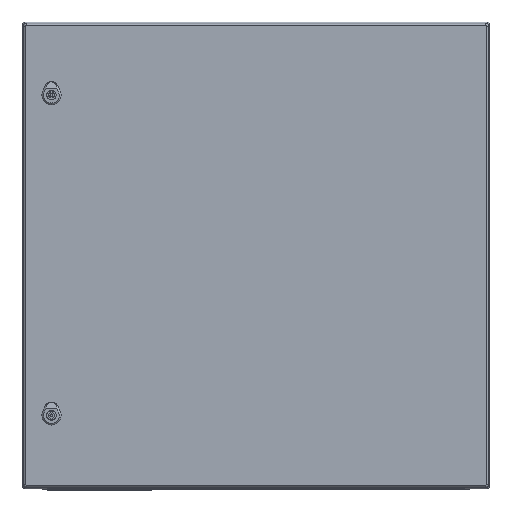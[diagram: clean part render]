
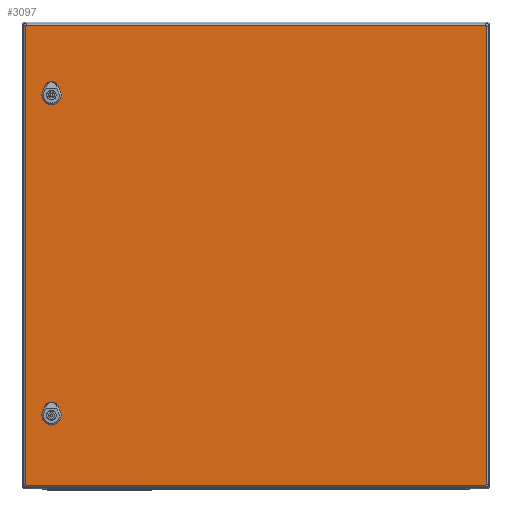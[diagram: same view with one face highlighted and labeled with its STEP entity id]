
A CAD part, top view. The second image highlights one B-rep face of the part: STEP entity #3097.
In plain terms, the highlighted face is planar.
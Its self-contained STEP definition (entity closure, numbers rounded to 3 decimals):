
#1721=FACE_BOUND('',#4848,.T.);
#1722=FACE_BOUND('',#4849,.T.);
#1723=FACE_BOUND('',#4850,.T.);
#2516=CIRCLE('',#13722,1.);
#2517=CIRCLE('',#13723,1.);
#2518=CIRCLE('',#13724,1.);
#2519=CIRCLE('',#13725,1.);
#2520=CIRCLE('',#13726,11.25);
#2521=CIRCLE('',#13727,11.25);
#2522=CIRCLE('',#13728,11.25);
#2523=CIRCLE('',#13729,11.25);
#2524=CIRCLE('',#13730,11.25);
#2525=CIRCLE('',#13731,11.25);
#2526=CIRCLE('',#13732,11.25);
#2527=CIRCLE('',#13733,11.25);
#3097=ADVANCED_FACE('',(#1721,#1722,#1723),#3501,.F.);
#3501=PLANE('',#13734);
#4848=EDGE_LOOP('',(#7132,#7133,#7134,#7135,#7136,#7137,#7138,#7139));
#4849=EDGE_LOOP('',(#7140,#7141,#7142,#7143,#7144,#7145,#7146,#7147));
#4850=EDGE_LOOP('',(#7148,#7149,#7150,#7151,#7152,#7153,#7154,#7155));
#7132=ORIENTED_EDGE('',*,*,#10506,.F.);
#7133=ORIENTED_EDGE('',*,*,#10507,.F.);
#7134=ORIENTED_EDGE('',*,*,#10508,.F.);
#7135=ORIENTED_EDGE('',*,*,#10509,.F.);
#7136=ORIENTED_EDGE('',*,*,#10510,.F.);
#7137=ORIENTED_EDGE('',*,*,#10511,.F.);
#7138=ORIENTED_EDGE('',*,*,#10512,.F.);
#7139=ORIENTED_EDGE('',*,*,#10513,.F.);
#7140=ORIENTED_EDGE('',*,*,#10514,.T.);
#7141=ORIENTED_EDGE('',*,*,#10515,.T.);
#7142=ORIENTED_EDGE('',*,*,#10516,.T.);
#7143=ORIENTED_EDGE('',*,*,#10517,.T.);
#7144=ORIENTED_EDGE('',*,*,#10518,.T.);
#7145=ORIENTED_EDGE('',*,*,#10519,.T.);
#7146=ORIENTED_EDGE('',*,*,#10520,.T.);
#7147=ORIENTED_EDGE('',*,*,#10521,.T.);
#7148=ORIENTED_EDGE('',*,*,#10522,.F.);
#7149=ORIENTED_EDGE('',*,*,#10523,.F.);
#7150=ORIENTED_EDGE('',*,*,#10524,.F.);
#7151=ORIENTED_EDGE('',*,*,#10525,.F.);
#7152=ORIENTED_EDGE('',*,*,#10526,.F.);
#7153=ORIENTED_EDGE('',*,*,#10527,.F.);
#7154=ORIENTED_EDGE('',*,*,#10528,.F.);
#7155=ORIENTED_EDGE('',*,*,#10529,.F.);
#9124=VERTEX_POINT('',#20286);
#9125=VERTEX_POINT('',#20287);
#9126=VERTEX_POINT('',#20289);
#9127=VERTEX_POINT('',#20291);
#9128=VERTEX_POINT('',#20293);
#9129=VERTEX_POINT('',#20295);
#9130=VERTEX_POINT('',#20297);
#9131=VERTEX_POINT('',#20299);
#9132=VERTEX_POINT('',#20302);
#9133=VERTEX_POINT('',#20303);
#9134=VERTEX_POINT('',#20305);
#9135=VERTEX_POINT('',#20307);
#9136=VERTEX_POINT('',#20309);
#9137=VERTEX_POINT('',#20311);
#9138=VERTEX_POINT('',#20313);
#9139=VERTEX_POINT('',#20315);
#9140=VERTEX_POINT('',#20318);
#9141=VERTEX_POINT('',#20319);
#9142=VERTEX_POINT('',#20321);
#9143=VERTEX_POINT('',#20323);
#9144=VERTEX_POINT('',#20325);
#9145=VERTEX_POINT('',#20327);
#9146=VERTEX_POINT('',#20329);
#9147=VERTEX_POINT('',#20331);
#10506=EDGE_CURVE('',#9124,#9125,#2516,.T.);
#10507=EDGE_CURVE('',#9126,#9124,#11614,.T.);
#10508=EDGE_CURVE('',#9127,#9126,#2517,.T.);
#10509=EDGE_CURVE('',#9128,#9127,#11615,.T.);
#10510=EDGE_CURVE('',#9129,#9128,#2518,.T.);
#10511=EDGE_CURVE('',#9130,#9129,#11616,.T.);
#10512=EDGE_CURVE('',#9131,#9130,#2519,.T.);
#10513=EDGE_CURVE('',#9125,#9131,#11617,.T.);
#10514=EDGE_CURVE('',#9132,#9133,#11618,.T.);
#10515=EDGE_CURVE('',#9133,#9134,#2520,.T.);
#10516=EDGE_CURVE('',#9134,#9135,#11619,.T.);
#10517=EDGE_CURVE('',#9135,#9136,#2521,.T.);
#10518=EDGE_CURVE('',#9136,#9137,#11620,.T.);
#10519=EDGE_CURVE('',#9137,#9138,#2522,.T.);
#10520=EDGE_CURVE('',#9138,#9139,#11621,.T.);
#10521=EDGE_CURVE('',#9139,#9132,#2523,.T.);
#10522=EDGE_CURVE('',#9140,#9141,#2524,.T.);
#10523=EDGE_CURVE('',#9142,#9140,#11622,.T.);
#10524=EDGE_CURVE('',#9143,#9142,#2525,.T.);
#10525=EDGE_CURVE('',#9144,#9143,#11623,.T.);
#10526=EDGE_CURVE('',#9145,#9144,#2526,.T.);
#10527=EDGE_CURVE('',#9146,#9145,#11624,.T.);
#10528=EDGE_CURVE('',#9147,#9146,#2527,.T.);
#10529=EDGE_CURVE('',#9141,#9147,#11625,.T.);
#11614=LINE('',#20288,#12538);
#11615=LINE('',#20292,#12539);
#11616=LINE('',#20296,#12540);
#11617=LINE('',#20300,#12541);
#11618=LINE('',#20301,#12542);
#11619=LINE('',#20306,#12543);
#11620=LINE('',#20310,#12544);
#11621=LINE('',#20314,#12545);
#11622=LINE('',#20320,#12546);
#11623=LINE('',#20324,#12547);
#11624=LINE('',#20328,#12548);
#11625=LINE('',#20332,#12549);
#12538=VECTOR('',#16487,1.);
#12539=VECTOR('',#16490,1.);
#12540=VECTOR('',#16493,1.);
#12541=VECTOR('',#16496,1.);
#12542=VECTOR('',#16497,1.);
#12543=VECTOR('',#16500,1.);
#12544=VECTOR('',#16503,1.);
#12545=VECTOR('',#16506,1.);
#12546=VECTOR('',#16511,1.);
#12547=VECTOR('',#16514,1.);
#12548=VECTOR('',#16517,1.);
#12549=VECTOR('',#16520,1.);
#13722=AXIS2_PLACEMENT_3D('',#20285,#16485,#16486);
#13723=AXIS2_PLACEMENT_3D('',#20290,#16488,#16489);
#13724=AXIS2_PLACEMENT_3D('',#20294,#16491,#16492);
#13725=AXIS2_PLACEMENT_3D('',#20298,#16494,#16495);
#13726=AXIS2_PLACEMENT_3D('',#20304,#16498,#16499);
#13727=AXIS2_PLACEMENT_3D('',#20308,#16501,#16502);
#13728=AXIS2_PLACEMENT_3D('',#20312,#16504,#16505);
#13729=AXIS2_PLACEMENT_3D('',#20316,#16507,#16508);
#13730=AXIS2_PLACEMENT_3D('',#20317,#16509,#16510);
#13731=AXIS2_PLACEMENT_3D('',#20322,#16512,#16513);
#13732=AXIS2_PLACEMENT_3D('',#20326,#16515,#16516);
#13733=AXIS2_PLACEMENT_3D('',#20330,#16518,#16519);
#13734=AXIS2_PLACEMENT_3D('',#20333,#16521,#16522);
#16485=DIRECTION('',(0.,0.,1.));
#16486=DIRECTION('',(1.,0.,0.));
#16487=DIRECTION('',(0.,-1.,0.));
#16488=DIRECTION('',(0.,0.,1.));
#16489=DIRECTION('',(1.,0.,0.));
#16490=DIRECTION('',(-1.,0.,0.));
#16491=DIRECTION('',(0.,0.,1.));
#16492=DIRECTION('',(1.,0.,0.));
#16493=DIRECTION('',(0.,1.,0.));
#16494=DIRECTION('',(0.,0.,1.));
#16495=DIRECTION('',(1.,0.,0.));
#16496=DIRECTION('',(1.,0.,0.));
#16497=DIRECTION('',(-1.,0.,0.));
#16498=DIRECTION('',(0.,0.,1.));
#16499=DIRECTION('',(1.,0.,0.));
#16500=DIRECTION('',(0.,-1.,0.));
#16501=DIRECTION('',(0.,0.,1.));
#16502=DIRECTION('',(1.,0.,0.));
#16503=DIRECTION('',(1.,0.,0.));
#16504=DIRECTION('',(0.,0.,1.));
#16505=DIRECTION('',(1.,0.,0.));
#16506=DIRECTION('',(0.,1.,0.));
#16507=DIRECTION('',(0.,0.,1.));
#16508=DIRECTION('',(1.,0.,0.));
#16509=DIRECTION('',(0.,0.,-1.));
#16510=DIRECTION('',(1.,0.,0.));
#16511=DIRECTION('',(-1.,0.,0.));
#16512=DIRECTION('',(0.,0.,-1.));
#16513=DIRECTION('',(1.,0.,0.));
#16514=DIRECTION('',(0.,-1.,0.));
#16515=DIRECTION('',(0.,0.,-1.));
#16516=DIRECTION('',(1.,0.,0.));
#16517=DIRECTION('',(1.,0.,0.));
#16518=DIRECTION('',(0.,0.,-1.));
#16519=DIRECTION('',(1.,0.,0.));
#16520=DIRECTION('',(0.,1.,0.));
#16521=DIRECTION('',(0.,0.,1.));
#16522=DIRECTION('',(1.,0.,0.));
#20285=CARTESIAN_POINT('',(-393.75,-393.,0.));
#20286=CARTESIAN_POINT('',(-394.75,-393.,0.));
#20287=CARTESIAN_POINT('',(-393.75,-394.,0.));
#20288=CARTESIAN_POINT('',(-394.75,393.,0.));
#20289=CARTESIAN_POINT('',(-394.75,393.,0.));
#20290=CARTESIAN_POINT('',(-393.75,393.,0.));
#20291=CARTESIAN_POINT('',(-393.75,394.,0.));
#20292=CARTESIAN_POINT('',(393.75,394.,0.));
#20293=CARTESIAN_POINT('',(393.75,394.,0.));
#20294=CARTESIAN_POINT('',(393.75,393.,0.));
#20295=CARTESIAN_POINT('',(394.75,393.,0.));
#20296=CARTESIAN_POINT('',(394.75,-393.,0.));
#20297=CARTESIAN_POINT('',(394.75,-393.,0.));
#20298=CARTESIAN_POINT('',(393.75,-393.,0.));
#20299=CARTESIAN_POINT('',(393.75,-394.,0.));
#20300=CARTESIAN_POINT('',(-393.75,-394.,0.));
#20301=CARTESIAN_POINT('',(-393.75,284.7,0.));
#20302=CARTESIAN_POINT('',(355.496,284.7,0.));
#20303=CARTESIAN_POINT('',(346.004,284.7,0.));
#20304=CARTESIAN_POINT('',(350.75,274.5,0.));
#20305=CARTESIAN_POINT('',(340.55,279.246,0.));
#20306=CARTESIAN_POINT('',(340.55,393.,0.));
#20307=CARTESIAN_POINT('',(340.55,269.754,0.));
#20308=CARTESIAN_POINT('',(350.75,274.5,0.));
#20309=CARTESIAN_POINT('',(346.004,264.3,0.));
#20310=CARTESIAN_POINT('',(-393.75,264.3,0.));
#20311=CARTESIAN_POINT('',(355.496,264.3,0.));
#20312=CARTESIAN_POINT('',(350.75,274.5,0.));
#20313=CARTESIAN_POINT('',(360.95,269.754,0.));
#20314=CARTESIAN_POINT('',(360.95,393.,0.));
#20315=CARTESIAN_POINT('',(360.95,279.246,0.));
#20316=CARTESIAN_POINT('',(350.75,274.5,0.));
#20317=CARTESIAN_POINT('',(350.75,-274.5,0.));
#20318=CARTESIAN_POINT('',(346.004,-284.7,0.));
#20319=CARTESIAN_POINT('',(340.55,-279.246,0.));
#20320=CARTESIAN_POINT('',(-393.75,-284.7,0.));
#20321=CARTESIAN_POINT('',(355.496,-284.7,0.));
#20322=CARTESIAN_POINT('',(350.75,-274.5,0.));
#20323=CARTESIAN_POINT('',(360.95,-279.246,0.));
#20324=CARTESIAN_POINT('',(360.95,393.,0.));
#20325=CARTESIAN_POINT('',(360.95,-269.754,0.));
#20326=CARTESIAN_POINT('',(350.75,-274.5,0.));
#20327=CARTESIAN_POINT('',(355.496,-264.3,0.));
#20328=CARTESIAN_POINT('',(-393.75,-264.3,0.));
#20329=CARTESIAN_POINT('',(346.004,-264.3,0.));
#20330=CARTESIAN_POINT('',(350.75,-274.5,0.));
#20331=CARTESIAN_POINT('',(340.55,-269.754,0.));
#20332=CARTESIAN_POINT('',(340.55,393.,0.));
#20333=CARTESIAN_POINT('',(-393.75,393.,0.));
